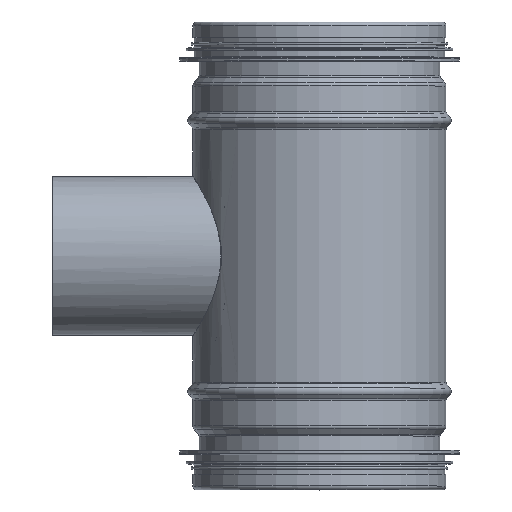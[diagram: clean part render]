
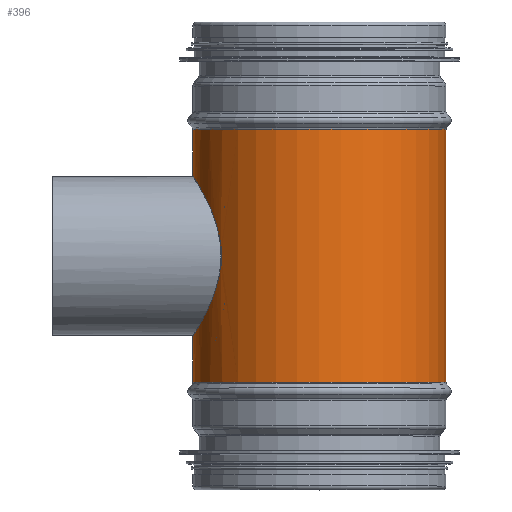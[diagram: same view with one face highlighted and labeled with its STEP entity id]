
A CAD part, top view. The second image highlights one B-rep face of the part: STEP entity #396.
In plain terms, the highlighted cylindrical face has radius 49.525 mm (diameter 99.05 mm), a full revolution.
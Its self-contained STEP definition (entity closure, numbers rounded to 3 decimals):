
#129=CARTESIAN_POINT('',(-38.525,91.,-31.122));
#130=VERTEX_POINT('',#129);
#170=CARTESIAN_POINT('',(-38.525,91.,31.122));
#171=VERTEX_POINT('',#170);
#194=CARTESIAN_POINT('',(-49.525,59.5,0.));
#195=VERTEX_POINT('',#194);
#196=CARTESIAN_POINT('',(-38.525,91.,31.122));
#197=CARTESIAN_POINT('',(-38.525,88.961,31.122));
#198=CARTESIAN_POINT('',(-38.687,86.879,30.924));
#199=CARTESIAN_POINT('',(-39.318,82.783,30.118));
#200=CARTESIAN_POINT('',(-39.785,80.767,29.51));
#201=CARTESIAN_POINT('',(-40.911,76.928,27.928));
#202=CARTESIAN_POINT('',(-41.57,75.101,26.952));
#203=CARTESIAN_POINT('',(-42.94,71.725,24.711));
#204=CARTESIAN_POINT('',(-43.65,70.176,23.444));
#205=CARTESIAN_POINT('',(-44.992,67.433,20.754));
#206=CARTESIAN_POINT('',(-45.674,66.135,19.23));
#207=CARTESIAN_POINT('',(-46.942,63.826,15.886));
#208=CARTESIAN_POINT('',(-47.527,62.814,14.065));
#209=CARTESIAN_POINT('',(-48.498,61.171,10.229));
#210=CARTESIAN_POINT('',(-48.883,60.54,8.21));
#211=CARTESIAN_POINT('',(-49.397,59.704,4.111));
#212=CARTESIAN_POINT('',(-49.525,59.5,2.031));
#213=CARTESIAN_POINT('',(-49.525,59.5,0.));
#214=B_SPLINE_CURVE_WITH_KNOTS('',3,(#196,#197,#198,#199,#200,#201,#202,#203,#204,#205,#206,#207,#208,#209,#210,#211,#212,#213),.UNSPECIFIED.,.F.,.U.,(4,2,2,2,2,2,2,2,4),(0.0,0.612,1.224,1.835,2.447,3.057,3.666,4.275,4.884),.UNSPECIFIED.);
#215=EDGE_CURVE('',#171,#195,#214,.T.);
#252=CARTESIAN_POINT('',(-49.525,59.5,0.));
#253=CARTESIAN_POINT('',(-49.525,59.5,-2.031));
#254=CARTESIAN_POINT('',(-49.397,59.704,-4.111));
#255=CARTESIAN_POINT('',(-48.883,60.54,-8.21));
#256=CARTESIAN_POINT('',(-48.498,61.171,-10.229));
#257=CARTESIAN_POINT('',(-47.527,62.814,-14.065));
#258=CARTESIAN_POINT('',(-46.942,63.826,-15.886));
#259=CARTESIAN_POINT('',(-45.674,66.135,-19.23));
#260=CARTESIAN_POINT('',(-44.992,67.433,-20.754));
#261=CARTESIAN_POINT('',(-43.65,70.176,-23.444));
#262=CARTESIAN_POINT('',(-42.94,71.725,-24.711));
#263=CARTESIAN_POINT('',(-41.57,75.101,-26.952));
#264=CARTESIAN_POINT('',(-40.911,76.928,-27.928));
#265=CARTESIAN_POINT('',(-39.785,80.767,-29.51));
#266=CARTESIAN_POINT('',(-39.318,82.783,-30.118));
#267=CARTESIAN_POINT('',(-38.687,86.879,-30.924));
#268=CARTESIAN_POINT('',(-38.525,88.961,-31.122));
#269=CARTESIAN_POINT('',(-38.525,91.,-31.122));
#270=B_SPLINE_CURVE_WITH_KNOTS('',3,(#252,#253,#254,#255,#256,#257,#258,#259,#260,#261,#262,#263,#264,#265,#266,#267,#268,#269),.UNSPECIFIED.,.F.,.U.,(4,2,2,2,2,2,2,2,4),(4.884,5.494,6.103,6.712,7.321,7.933,8.545,9.157,9.769),.UNSPECIFIED.);
#271=EDGE_CURVE('',#195,#130,#270,.T.);
#281=CARTESIAN_POINT('',(-49.525,122.5,0.));
#282=VERTEX_POINT('',#281);
#283=CARTESIAN_POINT('',(-49.525,122.5,0.));
#284=CARTESIAN_POINT('',(-49.525,122.5,2.031));
#285=CARTESIAN_POINT('',(-49.397,122.296,4.111));
#286=CARTESIAN_POINT('',(-48.883,121.46,8.21));
#287=CARTESIAN_POINT('',(-48.498,120.829,10.229));
#288=CARTESIAN_POINT('',(-47.527,119.186,14.065));
#289=CARTESIAN_POINT('',(-46.942,118.174,15.886));
#290=CARTESIAN_POINT('',(-45.674,115.865,19.23));
#291=CARTESIAN_POINT('',(-44.992,114.567,20.754));
#292=CARTESIAN_POINT('',(-43.65,111.824,23.444));
#293=CARTESIAN_POINT('',(-42.94,110.275,24.711));
#294=CARTESIAN_POINT('',(-41.57,106.899,26.952));
#295=CARTESIAN_POINT('',(-40.911,105.072,27.928));
#296=CARTESIAN_POINT('',(-39.785,101.233,29.51));
#297=CARTESIAN_POINT('',(-39.318,99.217,30.118));
#298=CARTESIAN_POINT('',(-38.687,95.121,30.924));
#299=CARTESIAN_POINT('',(-38.525,93.039,31.122));
#300=CARTESIAN_POINT('',(-38.525,91.,31.122));
#301=B_SPLINE_CURVE_WITH_KNOTS('',3,(#283,#284,#285,#286,#287,#288,#289,#290,#291,#292,#293,#294,#295,#296,#297,#298,#299,#300),.UNSPECIFIED.,.F.,.U.,(4,2,2,2,2,2,2,2,4),(14.653,15.262,15.871,16.481,17.09,17.702,18.313,18.925,19.537),.UNSPECIFIED.);
#302=EDGE_CURVE('',#282,#171,#301,.T.);
#304=CARTESIAN_POINT('',(-38.525,91.,-31.122));
#305=CARTESIAN_POINT('',(-38.525,93.039,-31.122));
#306=CARTESIAN_POINT('',(-38.687,95.121,-30.924));
#307=CARTESIAN_POINT('',(-39.318,99.217,-30.118));
#308=CARTESIAN_POINT('',(-39.785,101.233,-29.51));
#309=CARTESIAN_POINT('',(-40.911,105.072,-27.928));
#310=CARTESIAN_POINT('',(-41.57,106.899,-26.952));
#311=CARTESIAN_POINT('',(-42.94,110.275,-24.711));
#312=CARTESIAN_POINT('',(-43.65,111.824,-23.444));
#313=CARTESIAN_POINT('',(-44.992,114.567,-20.754));
#314=CARTESIAN_POINT('',(-45.674,115.865,-19.23));
#315=CARTESIAN_POINT('',(-46.942,118.174,-15.886));
#316=CARTESIAN_POINT('',(-47.527,119.186,-14.065));
#317=CARTESIAN_POINT('',(-48.498,120.829,-10.229));
#318=CARTESIAN_POINT('',(-48.883,121.46,-8.21));
#319=CARTESIAN_POINT('',(-49.397,122.296,-4.111));
#320=CARTESIAN_POINT('',(-49.525,122.5,-2.031));
#321=CARTESIAN_POINT('',(-49.525,122.5,0.));
#322=B_SPLINE_CURVE_WITH_KNOTS('',3,(#304,#305,#306,#307,#308,#309,#310,#311,#312,#313,#314,#315,#316,#317,#318,#319,#320,#321),.UNSPECIFIED.,.F.,.U.,(4,2,2,2,2,2,2,2,4),(9.769,10.38,10.992,11.604,12.216,12.825,13.434,14.044,14.653),.UNSPECIFIED.);
#323=EDGE_CURVE('',#130,#282,#322,.T.);
#363=CARTESIAN_POINT('',(0.0,66.25,0.0));
#364=DIRECTION('',(0.0,-1.0,0.0));
#365=DIRECTION('',(1.0,0.0,0.0));
#366=AXIS2_PLACEMENT_3D('',#363,#364,#365);
#367=CYLINDRICAL_SURFACE('',#366,49.525);
#368=CARTESIAN_POINT('',(49.525,140.5,0.0));
#369=VERTEX_POINT('',#368);
#370=CARTESIAN_POINT('',(0.0,140.5,0.0));
#371=DIRECTION('',(0.0,-1.0,0.0));
#372=DIRECTION('',(1.0,0.0,0.0));
#373=AXIS2_PLACEMENT_3D('',#370,#371,#372);
#374=CIRCLE('',#373,49.525);
#375=EDGE_CURVE('',#369,#369,#374,.T.);
#376=ORIENTED_EDGE('',*,*,#375,.T.);
#377=EDGE_LOOP('',(#376));
#378=FACE_OUTER_BOUND('',#377,.T.);
#379=ORIENTED_EDGE('',*,*,#271,.T.);
#380=ORIENTED_EDGE('',*,*,#323,.T.);
#381=ORIENTED_EDGE('',*,*,#302,.T.);
#382=ORIENTED_EDGE('',*,*,#215,.T.);
#383=EDGE_LOOP('',(#379,#380,#381,#382));
#384=FACE_BOUND('',#383,.T.);
#385=CARTESIAN_POINT('',(49.525,41.5,0.0));
#386=VERTEX_POINT('',#385);
#387=CARTESIAN_POINT('',(0.0,41.5,0.0));
#388=DIRECTION('',(0.0,-1.0,0.0));
#389=DIRECTION('',(1.0,0.0,0.0));
#390=AXIS2_PLACEMENT_3D('',#387,#388,#389);
#391=CIRCLE('',#390,49.525);
#392=EDGE_CURVE('',#386,#386,#391,.T.);
#393=ORIENTED_EDGE('',*,*,#392,.F.);
#394=EDGE_LOOP('',(#393));
#395=FACE_BOUND('',#394,.T.);
#396=ADVANCED_FACE('',(#378,#384,#395),#367,.T.);
